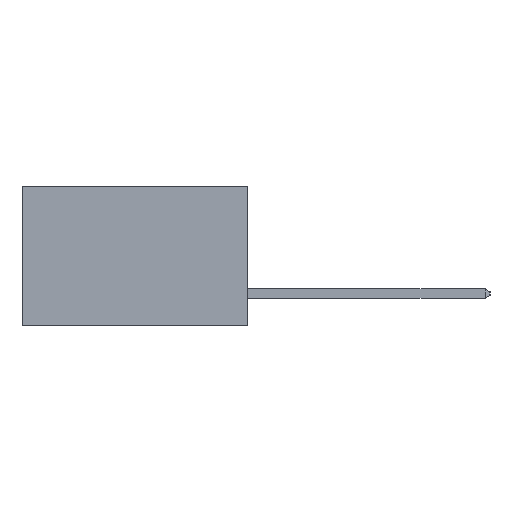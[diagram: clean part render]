
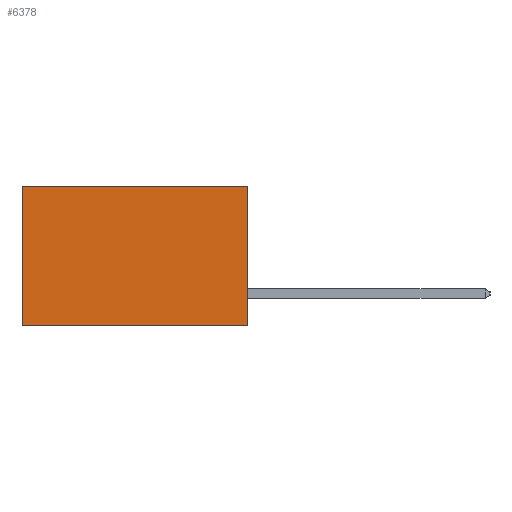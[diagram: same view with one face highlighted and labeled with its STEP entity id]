
A CAD part, left-side view. The second image highlights one B-rep face of the part: STEP entity #6378.
In plain terms, the highlighted planar face has unit normal (-1, 0, 0).
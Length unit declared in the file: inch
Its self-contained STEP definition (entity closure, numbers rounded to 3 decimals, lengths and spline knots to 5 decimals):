
#4 = CARTESIAN_POINT ( 'NONE',  ( 0.2615, 0.6, -0.37 ) ) ;
#98 = FACE_OUTER_BOUND ( 'NONE', #299, .T. ) ;
#172 = VECTOR ( 'NONE', #6438, 39.37008 ) ;
#225 = VERTEX_POINT ( 'NONE', #15988 ) ;
#299 = EDGE_LOOP ( 'NONE', ( #9864, #3859, #16738, #1499 ) ) ;
#349 = DIRECTION ( 'NONE',  ( 1., 0., 0. ) ) ;
#1409 = EDGE_CURVE ( 'NONE', #4858, #225, #2737, .T. ) ;
#1499 = ORIENTED_EDGE ( 'NONE', *, *, #1409, .T. ) ;
#1513 = CARTESIAN_POINT ( 'NONE',  ( 0.2615, 0., 0. ) ) ;
#2618 = DIRECTION ( 'NONE',  ( 0., 0., -1. ) ) ;
#2737 = LINE ( 'NONE', #2934, #10313 ) ;
#2934 = CARTESIAN_POINT ( 'NONE',  ( 0.2615, 0., 0. ) ) ;
#3662 = VERTEX_POINT ( 'NONE', #15476 ) ;
#3859 = ORIENTED_EDGE ( 'NONE', *, *, #4558, .F. ) ;
#4558 = EDGE_CURVE ( 'NONE', #3662, #5928, #8325, .T. ) ;
#4858 = VERTEX_POINT ( 'NONE', #1513 ) ;
#5146 = DIRECTION ( 'NONE',  ( 0., 0., -1. ) ) ;
#5928 = VERTEX_POINT ( 'NONE', #4 ) ;
#6342 = VECTOR ( 'NONE', #2618, 39.37008 ) ;
#6378 = ADVANCED_FACE ( 'NONE', ( #98 ), #16716, .F. ) ;
#6438 = DIRECTION ( 'NONE',  ( 0., 1., 0. ) ) ;
#6464 = CARTESIAN_POINT ( 'NONE',  ( 0.2615, 0., -0.37 ) ) ;
#6776 = DIRECTION ( 'NONE',  ( 0., 1., 0. ) ) ;
#7993 = CARTESIAN_POINT ( 'NONE',  ( 0.2615, 0., -0.37 ) ) ;
#8121 = AXIS2_PLACEMENT_3D ( 'NONE', #7993, #349, #10968 ) ;
#8325 = LINE ( 'NONE', #6464, #172 ) ;
#9864 = ORIENTED_EDGE ( 'NONE', *, *, #15546, .T. ) ;
#10313 = VECTOR ( 'NONE', #6776, 39.37008 ) ;
#10968 = DIRECTION ( 'NONE',  ( 0., 0., -1. ) ) ;
#11065 = CARTESIAN_POINT ( 'NONE',  ( 0.2615, 0., -0.37 ) ) ;
#12638 = LINE ( 'NONE', #11065, #16045 ) ;
#13044 = CARTESIAN_POINT ( 'NONE',  ( 0.2615, 0.6, -0.37 ) ) ;
#15476 = CARTESIAN_POINT ( 'NONE',  ( 0.2615, 0., -0.37 ) ) ;
#15546 = EDGE_CURVE ( 'NONE', #225, #5928, #18879, .T. ) ;
#15856 = EDGE_CURVE ( 'NONE', #4858, #3662, #12638, .T. ) ;
#15988 = CARTESIAN_POINT ( 'NONE',  ( 0.2615, 0.6, 0. ) ) ;
#16045 = VECTOR ( 'NONE', #5146, 39.37008 ) ;
#16716 = PLANE ( 'NONE',  #8121 ) ;
#16738 = ORIENTED_EDGE ( 'NONE', *, *, #15856, .F. ) ;
#18879 = LINE ( 'NONE', #13044, #6342 ) ;
